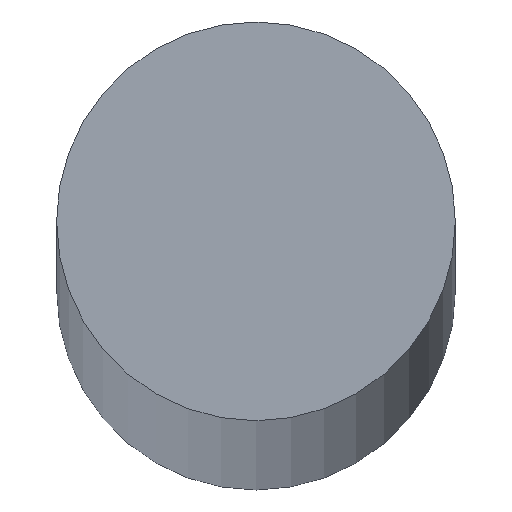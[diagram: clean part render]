
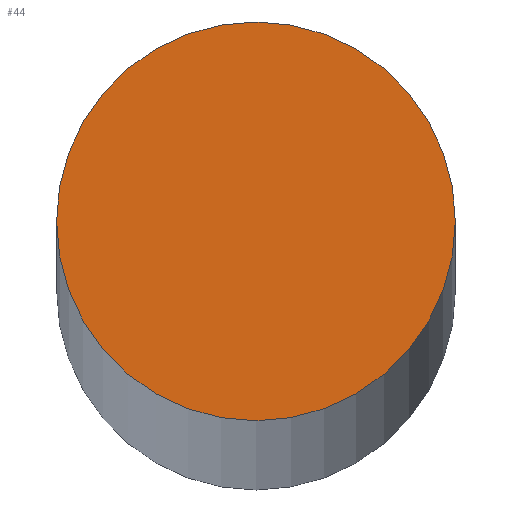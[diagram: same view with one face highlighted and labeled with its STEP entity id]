
A CAD part, top view. The second image highlights one B-rep face of the part: STEP entity #44.
In plain terms, the highlighted face is planar.
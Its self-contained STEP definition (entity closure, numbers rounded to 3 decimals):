
#19=PLANE('',#64);
#22=FACE_OUTER_BOUND('',#25,.T.);
#25=EDGE_LOOP('',(#40));
#29=CIRCLE('',#62,3.);
#31=VERTEX_POINT('',#87);
#33=EDGE_CURVE('',#31,#31,#29,.T.);
#40=ORIENTED_EDGE('',*,*,#33,.T.);
#44=ADVANCED_FACE('',(#22),#19,.T.);
#62=AXIS2_PLACEMENT_3D('',#88,#73,#74);
#64=AXIS2_PLACEMENT_3D('',#92,#78,#79);
#73=DIRECTION('center_axis',(0.,0.,1.));
#74=DIRECTION('ref_axis',(1.,0.,0.));
#78=DIRECTION('center_axis',(0.,0.,1.));
#79=DIRECTION('ref_axis',(1.,0.,0.));
#87=CARTESIAN_POINT('',(-63.,0.,76.));
#88=CARTESIAN_POINT('Origin',(-60.,0.,76.));
#92=CARTESIAN_POINT('Origin',(-60.,0.,76.));
